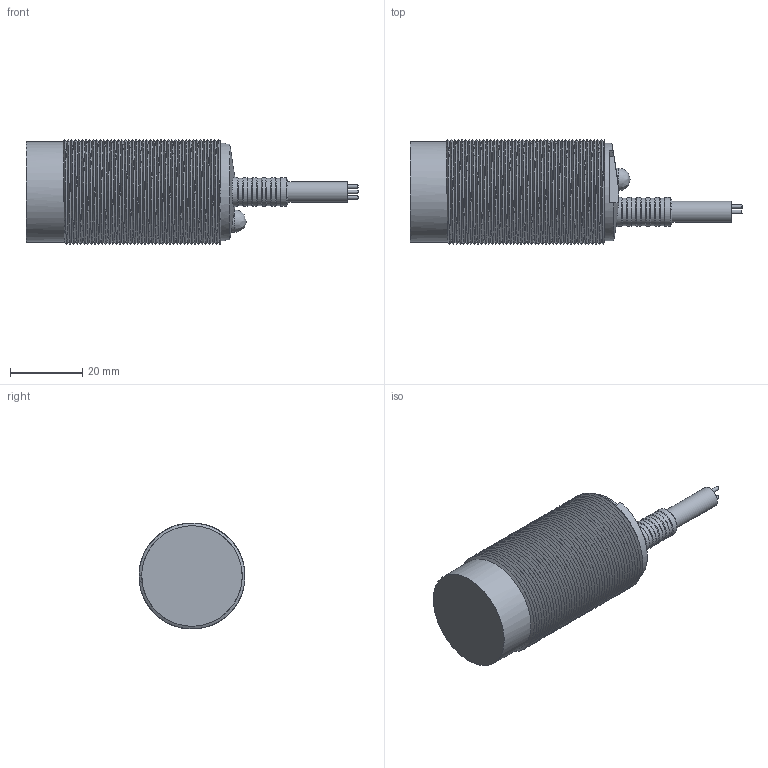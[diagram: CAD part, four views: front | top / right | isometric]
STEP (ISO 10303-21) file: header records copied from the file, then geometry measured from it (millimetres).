
FILE_DESCRIPTION( ('This file contains a STEP AP42 implementation' ,'as created by ZW3D STEP Interface translator.') ,'2;1' );
FILE_NAME( 'ECS2-3025X-X3UX.stp' ,'20 525. 82729', (''), ('ZWCAD Software Co.'), 'Version 1.0', 'ZW3D to STEP translator', '' );
FILE_SCHEMA(('AUTOMOTIVE_DESIGN'));
Length unit declared in the file: millimetre
Products named in the file (2): 0; ECS2-3025X-X3UX
Bounding box: 92 x 29.36 x 29.36 mm (x, y, z)
Volume: 38213.1 mm3; surface area: 10837.1 mm2
Topology: 1 solids, 1 shells, 98 faces, 248 edges, 157 vertices
Faces by surface type: bspline 98
Entity records: 5748 total; most frequent: CARTESIAN_POINT 4290, ORIENTED_EDGE 494, EDGE_CURVE 247, VERTEX_POINT 157, EDGE_LOOP 104, B_SPLINE_CURVE_WITH_KNOTS 102, FACE_OUTER_BOUND 98, ADVANCED_FACE 98
